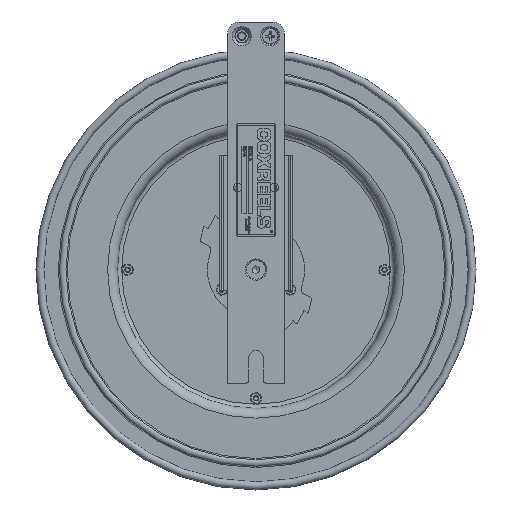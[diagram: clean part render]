
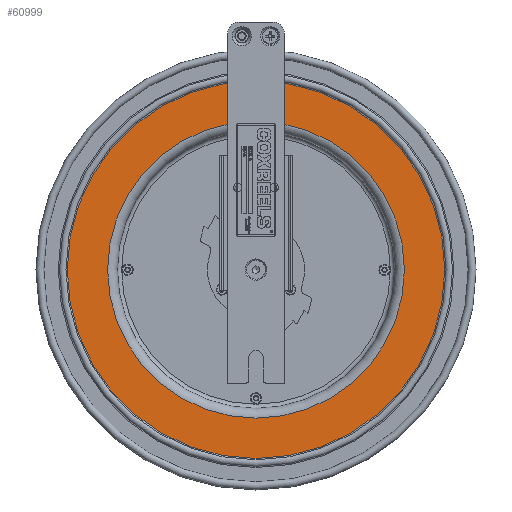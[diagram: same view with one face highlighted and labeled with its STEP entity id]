
A CAD part, top view. The second image highlights one B-rep face of the part: STEP entity #60999.
In plain terms, the highlighted planar face has unit normal (0, 0, 1).
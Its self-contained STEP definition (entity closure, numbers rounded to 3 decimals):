
#89=FACE_BOUND('',#8264,.T.);
#1117=PLANE('',#63603);
#5743=FACE_OUTER_BOUND('',#8263,.T.);
#8263=EDGE_LOOP('',(#46377,#46378));
#8264=EDGE_LOOP('',(#46379,#46380));
#22696=CIRCLE('',#63600,6.575);
#22697=CIRCLE('',#63601,6.575);
#22699=CIRCLE('',#63604,8.363);
#22700=CIRCLE('',#63605,8.363);
#26214=VERTEX_POINT('',#91634);
#26215=VERTEX_POINT('',#91635);
#26216=VERTEX_POINT('',#91640);
#26217=VERTEX_POINT('',#91641);
#34569=EDGE_CURVE('',#26214,#26215,#22696,.T.);
#34570=EDGE_CURVE('',#26215,#26214,#22697,.T.);
#34572=EDGE_CURVE('',#26216,#26217,#22699,.T.);
#34573=EDGE_CURVE('',#26217,#26216,#22700,.T.);
#46377=ORIENTED_EDGE('',*,*,#34572,.F.);
#46378=ORIENTED_EDGE('',*,*,#34573,.F.);
#46379=ORIENTED_EDGE('',*,*,#34569,.T.);
#46380=ORIENTED_EDGE('',*,*,#34570,.T.);
#60999=ADVANCED_FACE('',(#5743,#89),#1117,.T.);
#63600=AXIS2_PLACEMENT_3D('',#91636,#69249,#69250);
#63601=AXIS2_PLACEMENT_3D('',#91637,#69251,#69252);
#63603=AXIS2_PLACEMENT_3D('',#91639,#69255,#69256);
#63604=AXIS2_PLACEMENT_3D('',#91642,#69257,#69258);
#63605=AXIS2_PLACEMENT_3D('',#91643,#69259,#69260);
#69249=DIRECTION('center_axis',(0.,0.,
-1.));
#69250=DIRECTION('ref_axis',(-1.,0.,0.));
#69251=DIRECTION('center_axis',(0.,0.,
-1.));
#69252=DIRECTION('ref_axis',(-1.,0.,0.));
#69255=DIRECTION('center_axis',(0.,0.,
1.));
#69256=DIRECTION('ref_axis',(0.,1.,0.));
#69257=DIRECTION('center_axis',(0.,0.,
-1.));
#69258=DIRECTION('ref_axis',(-1.,0.,0.));
#69259=DIRECTION('center_axis',(0.,0.,
-1.));
#69260=DIRECTION('ref_axis',(-1.,0.,0.));
#91634=CARTESIAN_POINT('',(-6.575,-2.975,-0.87));
#91635=CARTESIAN_POINT('',(0.,3.6,-0.87));
#91636=CARTESIAN_POINT('Origin',(0.,-2.975,-0.87));
#91637=CARTESIAN_POINT('Origin',(0.,-2.975,-0.87));
#91639=CARTESIAN_POINT('Origin',(-7.469,-2.975,-0.87));
#91640=CARTESIAN_POINT('',(-8.363,-2.975,-0.87));
#91641=CARTESIAN_POINT('',(0.,5.388,-0.87));
#91642=CARTESIAN_POINT('Origin',(0.,-2.975,-0.87));
#91643=CARTESIAN_POINT('Origin',(0.,-2.975,-0.87));
